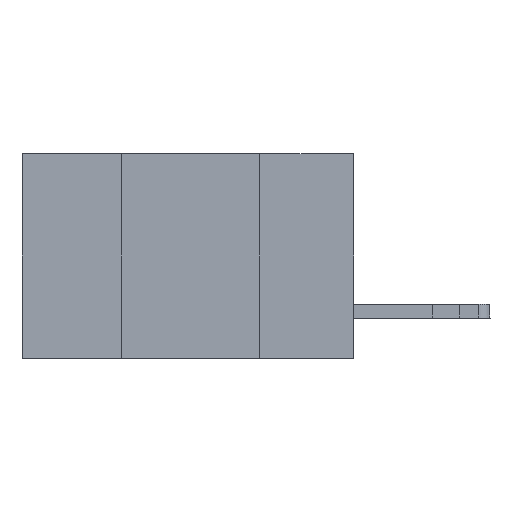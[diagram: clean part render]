
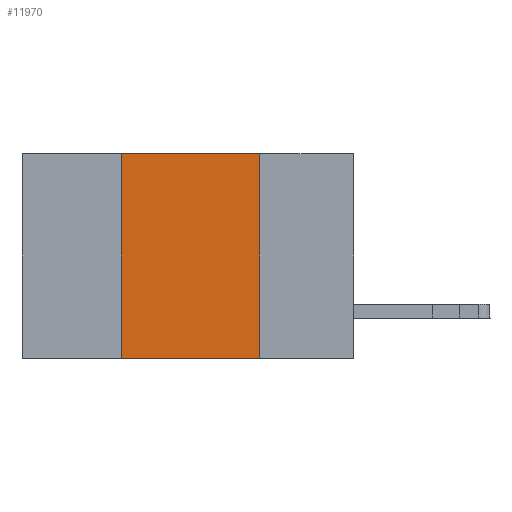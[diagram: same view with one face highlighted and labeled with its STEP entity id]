
A CAD part, left-side view. The second image highlights one B-rep face of the part: STEP entity #11970.
In plain terms, the highlighted planar face has unit normal (-1, 0, 0).
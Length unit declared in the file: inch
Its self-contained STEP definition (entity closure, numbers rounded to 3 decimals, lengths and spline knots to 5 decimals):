
#210 = VERTEX_POINT ( 'NONE', #5815 ) ;
#483 = CARTESIAN_POINT ( 'NONE',  ( 0., 0.6, 0. ) ) ;
#696 = ORIENTED_EDGE ( 'NONE', *, *, #4704, .F. ) ;
#1561 = VECTOR ( 'NONE', #7658, 39.37008 ) ;
#2658 = VECTOR ( 'NONE', #10492, 39.37008 ) ;
#2900 = EDGE_CURVE ( 'NONE', #8453, #210, #6257, .T. ) ;
#3936 = CARTESIAN_POINT ( 'NONE',  ( 0., 0.6, 0. ) ) ;
#4704 = EDGE_CURVE ( 'NONE', #6480, #8177, #16905, .T. ) ;
#5326 = ORIENTED_EDGE ( 'NONE', *, *, #2900, .T. ) ;
#5815 = CARTESIAN_POINT ( 'NONE',  ( 0., 0.17, -0.37 ) ) ;
#6257 = LINE ( 'NONE', #12207, #2658 ) ;
#6288 = DIRECTION ( 'NONE',  ( 1., 0., 0. ) ) ;
#6460 = LINE ( 'NONE', #9659, #10101 ) ;
#6480 = VERTEX_POINT ( 'NONE', #9784 ) ;
#7658 = DIRECTION ( 'NONE',  ( 0., 0., 1. ) ) ;
#7662 = EDGE_CURVE ( 'NONE', #8177, #210, #6460, .T. ) ;
#7930 = LINE ( 'NONE', #16376, #1561 ) ;
#7933 = DIRECTION ( 'NONE',  ( 0., 0., -1. ) ) ;
#8177 = VERTEX_POINT ( 'NONE', #13618 ) ;
#8247 = ORIENTED_EDGE ( 'NONE', *, *, #15733, .F. ) ;
#8453 = VERTEX_POINT ( 'NONE', #9345 ) ;
#9345 = CARTESIAN_POINT ( 'NONE',  ( 0., 0.42, -0.37 ) ) ;
#9659 = CARTESIAN_POINT ( 'NONE',  ( 0., 0.17, 0. ) ) ;
#9709 = DIRECTION ( 'NONE',  ( 0., -1., 0. ) ) ;
#9774 = EDGE_LOOP ( 'NONE', ( #10518, #696, #8247, #5326 ) ) ;
#9784 = CARTESIAN_POINT ( 'NONE',  ( 0., 0.42, 0. ) ) ;
#10101 = VECTOR ( 'NONE', #7933, 39.37008 ) ;
#10237 = FACE_OUTER_BOUND ( 'NONE', #9774, .T. ) ;
#10423 = PLANE ( 'NONE',  #15085 ) ;
#10492 = DIRECTION ( 'NONE',  ( 0., -1., 0. ) ) ;
#10518 = ORIENTED_EDGE ( 'NONE', *, *, #7662, .F. ) ;
#11970 = ADVANCED_FACE ( 'NONE', ( #10237 ), #10423, .F. ) ;
#12060 = DIRECTION ( 'NONE',  ( 0., 0., -1. ) ) ;
#12207 = CARTESIAN_POINT ( 'NONE',  ( 0., 0.6, -0.37 ) ) ;
#13618 = CARTESIAN_POINT ( 'NONE',  ( 0., 0.17, 0. ) ) ;
#15085 = AXIS2_PLACEMENT_3D ( 'NONE', #483, #6288, #12060 ) ;
#15733 = EDGE_CURVE ( 'NONE', #8453, #6480, #7930, .T. ) ;
#16376 = CARTESIAN_POINT ( 'NONE',  ( 0., 0.42, 0. ) ) ;
#16905 = LINE ( 'NONE', #3936, #18163 ) ;
#18163 = VECTOR ( 'NONE', #9709, 39.37008 ) ;
